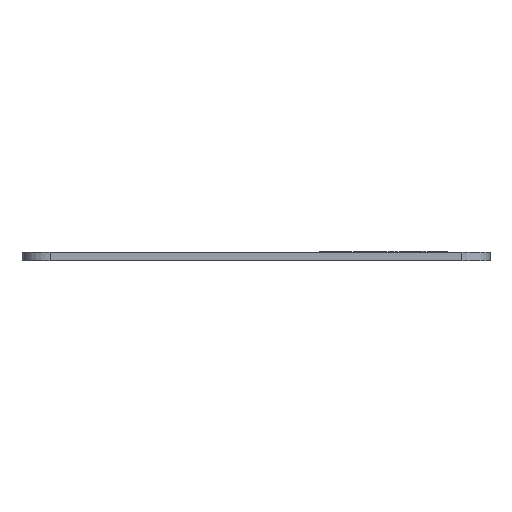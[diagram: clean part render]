
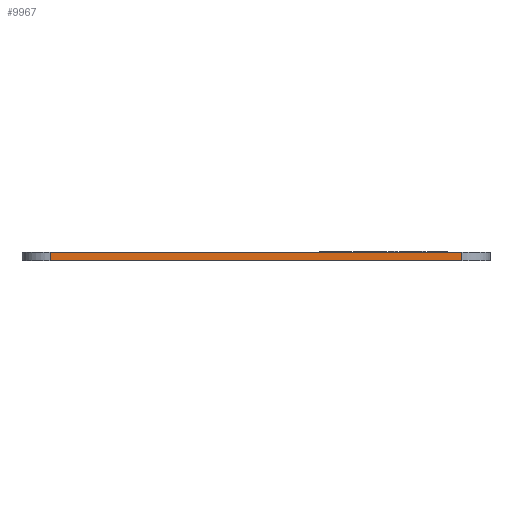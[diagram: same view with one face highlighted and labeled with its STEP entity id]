
A CAD part, front view. The second image highlights one B-rep face of the part: STEP entity #9967.
In plain terms, the highlighted planar face has unit normal (0, -1, 0).
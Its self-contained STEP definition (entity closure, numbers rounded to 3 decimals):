
#269=PLANE('',#10191);
#780=FACE_OUTER_BOUND('',#1353,.T.);
#1353=EDGE_LOOP('',(#8889,#8890,#8891,#8892));
#1455=LINE('',#12476,#2212);
#2096=LINE('',#22406,#2853);
#2097=LINE('',#22409,#2854);
#2098=LINE('',#22410,#2855);
#2212=VECTOR('',#10324,10.);
#2853=VECTOR('',#11273,10.);
#2854=VECTOR('',#11276,10.);
#2855=VECTOR('',#11277,10.);
#3696=VERTEX_POINT('',#12472);
#3698=VERTEX_POINT('',#12475);
#4577=VERTEX_POINT('',#22404);
#4578=VERTEX_POINT('',#22408);
#4736=EDGE_CURVE('',#3696,#3698,#1455,.T.);
#6033=EDGE_CURVE('',#4577,#3696,#2096,.T.);
#6034=EDGE_CURVE('',#4578,#4577,#2097,.T.);
#6035=EDGE_CURVE('',#3698,#4578,#2098,.T.);
#8889=ORIENTED_EDGE('',*,*,#6033,.F.);
#8890=ORIENTED_EDGE('',*,*,#6034,.F.);
#8891=ORIENTED_EDGE('',*,*,#6035,.F.);
#8892=ORIENTED_EDGE('',*,*,#4736,.F.);
#9967=ADVANCED_FACE('',(#780),#269,.T.);
#10191=AXIS2_PLACEMENT_3D('',#22407,#11274,#11275);
#10324=DIRECTION('',(1.,0.,0.));
#11273=DIRECTION('',(0.,0.,1.));
#11274=DIRECTION('center_axis',(0.,-1.,0.));
#11275=DIRECTION('ref_axis',(1.,0.,0.));
#11276=DIRECTION('',(-1.,0.,0.));
#11277=DIRECTION('',(0.,0.,-1.));
#12472=CARTESIAN_POINT('',(-6.887,-88.129,1.5));
#12475=CARTESIAN_POINT('',(66.3,-88.129,1.5));
#12476=CARTESIAN_POINT('',(71.3,-88.129,1.5));
#22404=CARTESIAN_POINT('',(-6.887,-88.129,0.));
#22406=CARTESIAN_POINT('',(-6.887,-88.129,0.));
#22407=CARTESIAN_POINT('Origin',(-11.887,-88.129,0.));
#22408=CARTESIAN_POINT('',(66.3,-88.129,0.));
#22409=CARTESIAN_POINT('',(71.3,-88.129,0.));
#22410=CARTESIAN_POINT('',(66.3,-88.129,0.));
